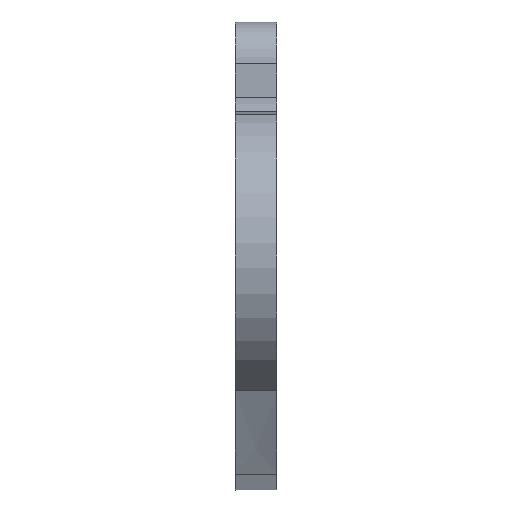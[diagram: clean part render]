
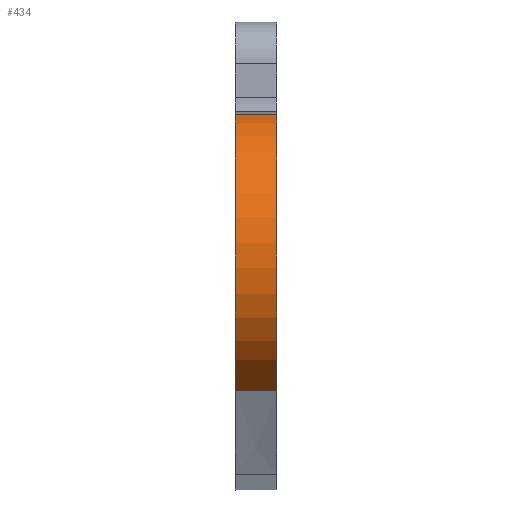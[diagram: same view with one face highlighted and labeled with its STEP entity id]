
A CAD part, top view. The second image highlights one B-rep face of the part: STEP entity #434.
In plain terms, the highlighted cylindrical face has radius 10.571 mm (diameter 21.142 mm), a partial arc.
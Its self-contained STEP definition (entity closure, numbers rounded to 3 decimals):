
#34=CIRCLE('',#471,10.571);
#35=CIRCLE('',#472,10.571);
#62=CYLINDRICAL_SURFACE('',#470,10.571);
#77=FACE_OUTER_BOUND('',#100,.T.);
#100=EDGE_LOOP('',(#307,#308,#309,#310));
#140=LINE('',#741,#167);
#142=LINE('',#763,#169);
#167=VECTOR('',#519,10.);
#169=VECTOR('',#525,10.);
#199=VERTEX_POINT('',#672);
#200=VERTEX_POINT('',#740);
#202=VERTEX_POINT('',#760);
#203=VERTEX_POINT('',#762);
#241=EDGE_CURVE('',#200,#199,#140,.T.);
#244=EDGE_CURVE('',#199,#202,#34,.T.);
#245=EDGE_CURVE('',#203,#202,#142,.T.);
#246=EDGE_CURVE('',#200,#203,#35,.T.);
#307=ORIENTED_EDGE('',*,*,#244,.T.);
#308=ORIENTED_EDGE('',*,*,#245,.F.);
#309=ORIENTED_EDGE('',*,*,#246,.F.);
#310=ORIENTED_EDGE('',*,*,#241,.T.);
#434=ADVANCED_FACE('',(#77),#62,.T.);
#470=AXIS2_PLACEMENT_3D('',#759,#521,#522);
#471=AXIS2_PLACEMENT_3D('',#761,#523,#524);
#472=AXIS2_PLACEMENT_3D('',#764,#526,#527);
#519=DIRECTION('',(-1.,0.,0.));
#521=DIRECTION('center_axis',(-1.,0.,0.));
#522=DIRECTION('ref_axis',(0.,0.969,0.246));
#523=DIRECTION('center_axis',(1.,0.,0.));
#524=DIRECTION('ref_axis',(0.,0.969,0.246));
#525=DIRECTION('',(-1.,0.,0.));
#526=DIRECTION('center_axis',(1.,0.,0.));
#527=DIRECTION('ref_axis',(0.,0.969,0.246));
#672=CARTESIAN_POINT('',(0.,154.763,63.));
#740=CARTESIAN_POINT('',(3.,154.763,63.));
#741=CARTESIAN_POINT('',(3.,154.763,63.));
#759=CARTESIAN_POINT('Origin',(3.,144.517,60.399));
#760=CARTESIAN_POINT('',(0.,135.,65.));
#761=CARTESIAN_POINT('Origin',(0.,144.517,60.399));
#762=CARTESIAN_POINT('',(3.,135.,65.));
#763=CARTESIAN_POINT('',(3.,135.,65.));
#764=CARTESIAN_POINT('Origin',(3.,144.517,60.399));
